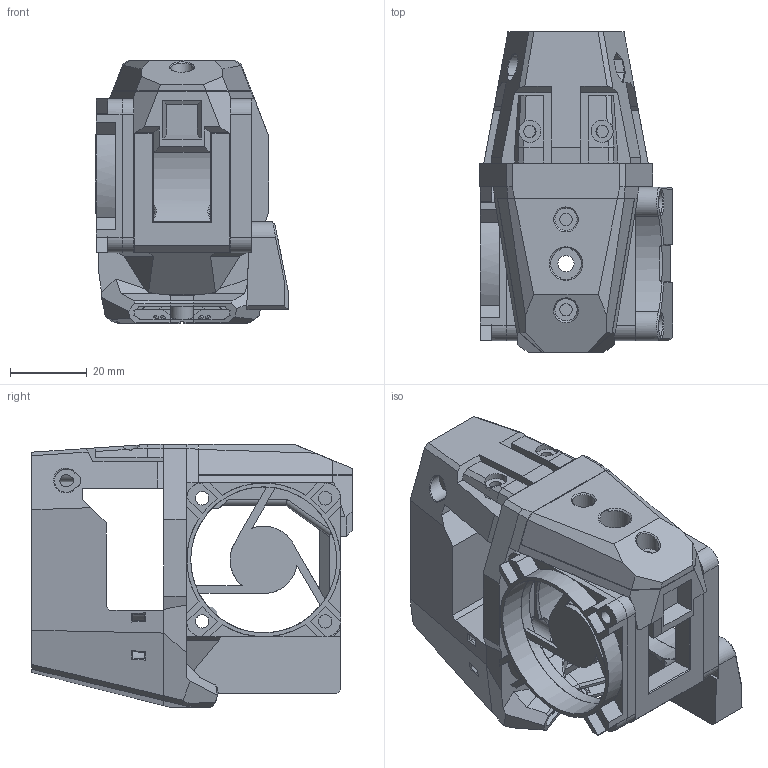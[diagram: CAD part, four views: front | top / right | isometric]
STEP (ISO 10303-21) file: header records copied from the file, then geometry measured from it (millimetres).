
FILE_DESCRIPTION(/* description */ ('STEP AP242','CAx-IF Rec.Pracs.---Representation and Presentation of Product Manufacturing Information (PMI)---4.0---2014-10-13','CAx-IF Rec.Pracs.---3D Tessellated Geometry---0.4---2014-09-14','2;1'),/* implementation_level */ '2;1');
FILE_NAME(/* name */ '62347bab7dee6912b3a114e4',/* time_stamp */ '2022-03-18T12:31:41+00:00',/* author */ (''),/* organization */ (''),/* preprocessor_version */ 'ST-DEVELOPER v18.101',/* originating_system */ ' ',/* authorisation */ ' ');
FILE_SCHEMA (('AP242_MANAGED_MODEL_BASED_3D_ENGINEERING_MIM_LF { 1 0 10303 442 1 1 4 }'));
Length unit declared in the file: metre
Products named in the file (10): Hotend Mount - V1; Belt Clamp 2; Belt Clamp 1; 4007 Fan; 4007 Grill; Air Guide/Face; DD Mount Cap; Print Fan Mount; 4007 Fan - 3mm Spacer; 4010 Klicky Mount
Bounding box: 50.21 x 83.3 x 68.41 mm (x, y, z)
Volume: 84588.4 mm3; surface area: 50179.8 mm2
Topology: 10 solids, 15 shells, 995 faces, 2690 edges, 1733 vertices
Faces by surface type: plane 662, cylinder 185, bspline 101, cone 45, sphere 2
Full cylindrical faces by diameter (mm): 2.385 x2, 3.2 x10, 3.5 x14, 4.2 x1, 4.7 x10, 5.6 x2, 5.7 x1, 5.75 x2, 5.8 x4, 6.05 x1, 8.5 x1, 38 x3
Entity records: 34823 total; most frequent: CARTESIAN_POINT 10750, ORIENTED_EDGE 5144, DIRECTION 4440, EDGE_CURVE 2572, VERTEX_POINT 1698, LINE 1644, VECTOR 1644, AXIS2_PLACEMENT_3D 1398
